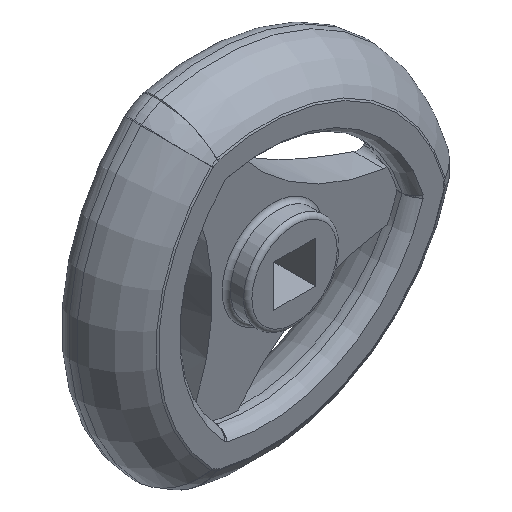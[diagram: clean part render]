
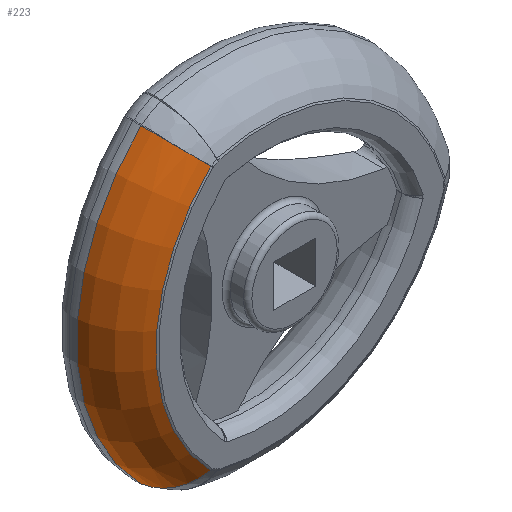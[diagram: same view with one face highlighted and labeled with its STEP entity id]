
A CAD part, isometric view. The second image highlights one B-rep face of the part: STEP entity #223.
In plain terms, the highlighted toroidal (fillet/blend) face has major radius 27.201 mm and minor radius 9.7 mm.
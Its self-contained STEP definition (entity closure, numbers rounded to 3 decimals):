
#223 = ADVANCED_FACE( '', ( #497 ), #498, .T. );
#497 = FACE_OUTER_BOUND( '', #918, .T. );
#498 = TOROIDAL_SURFACE( '', #919, 27.201, 9.7 );
#918 = EDGE_LOOP( '', ( #1715, #1716, #1717, #1718 ) );
#919 = AXIS2_PLACEMENT_3D( '', #1719, #1720, #1721 );
#1715 = ORIENTED_EDGE( '', *, *, #2464, .T. );
#1716 = ORIENTED_EDGE( '', *, *, #2461, .T. );
#1717 = ORIENTED_EDGE( '', *, *, #2454, .F. );
#1718 = ORIENTED_EDGE( '', *, *, #2183, .F. );
#1719 = CARTESIAN_POINT( '', ( 8.7, 9.38, 0. ) );
#1720 = DIRECTION( '', ( 0., 1., 0. ) );
#1721 = DIRECTION( '', ( 0., 0., 1. ) );
#2183 = EDGE_CURVE( '', #2583, #2584, #2585, .T. );
#2454 = EDGE_CURVE( '', #2584, #3031, #3032, .T. );
#2461 = EDGE_CURVE( '', #3040, #3031, #3041, .T. );
#2464 = EDGE_CURVE( '', #2583, #3040, #3044, .T. );
#2583 = VERTEX_POINT( '', #3183 );
#2584 = VERTEX_POINT( '', #3184 );
#2585 = CIRCLE( '', #3185, 36.858 );
#3031 = VERTEX_POINT( '', #4045 );
#3032 = CIRCLE( '', #4046, 9.7 );
#3040 = VERTEX_POINT( '', #4063 );
#3041 = CIRCLE( '', #4064, 31.359 );
#3044 = CIRCLE( '', #4067, 9.7 );
#3183 = CARTESIAN_POINT( '', ( -17.363, 8.47, -26.063 ) );
#3184 = CARTESIAN_POINT( '', ( -17.363, 8.47, 26.063 ) );
#3185 = AXIS2_PLACEMENT_3D( '', #4346, #4347, #4348 );
#4045 = CARTESIAN_POINT( '', ( -13.474, 0.617, 22.174 ) );
#4046 = AXIS2_PLACEMENT_3D( '', #4713, #4714, #4715 );
#4063 = CARTESIAN_POINT( '', ( -13.474, 0.617, -22.174 ) );
#4064 = AXIS2_PLACEMENT_3D( '', #4720, #4721, #4722 );
#4067 = AXIS2_PLACEMENT_3D( '', #4726, #4727, #4728 );
#4346 = CARTESIAN_POINT( '', ( 8.7, 8.47, 0. ) );
#4347 = DIRECTION( '', ( 0., 1., 0. ) );
#4348 = DIRECTION( '', ( 0., 0., 1. ) );
#4713 = CARTESIAN_POINT( '', ( -10.534, 9.38, 19.234 ) );
#4714 = DIRECTION( '', ( 0.707, 0., 0.707 ) );
#4715 = DIRECTION( '', ( 0.707, 0., -0.707 ) );
#4720 = CARTESIAN_POINT( '', ( 8.7, 0.617, 0. ) );
#4721 = DIRECTION( '', ( 0., 1., 0. ) );
#4722 = DIRECTION( '', ( 0., 0., 1. ) );
#4726 = CARTESIAN_POINT( '', ( -10.534, 9.38, -19.234 ) );
#4727 = DIRECTION( '', ( -0.707, 0., 0.707 ) );
#4728 = DIRECTION( '', ( 0.707, 0., 0.707 ) );
